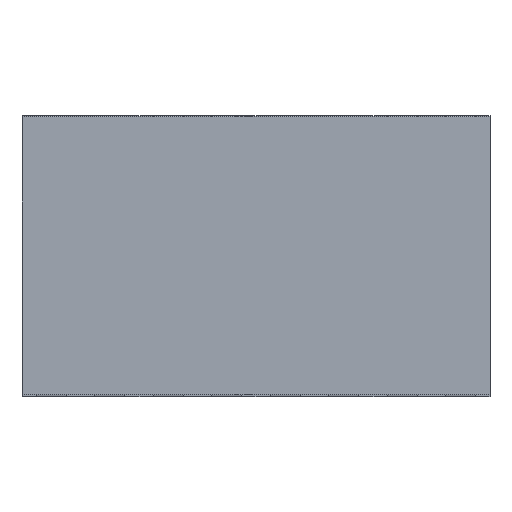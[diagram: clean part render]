
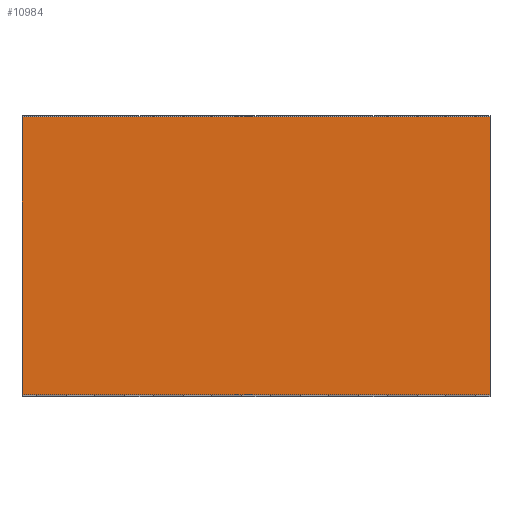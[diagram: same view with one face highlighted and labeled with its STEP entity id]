
A CAD part, top view. The second image highlights one B-rep face of the part: STEP entity #10984.
In plain terms, the highlighted face is planar.
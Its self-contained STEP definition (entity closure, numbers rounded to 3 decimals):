
#10633=DIRECTION('',(1.,0.,0.));
#10634=VECTOR('',#10633,59.4);
#10635=CARTESIAN_POINT('',(-29.7,1.5,50.));
#10636=LINE('',#10635,#10634);
#10641=DIRECTION('',(1.,0.,0.));
#10642=VECTOR('',#10641,59.4);
#10643=CARTESIAN_POINT('',(-29.7,1.5,-50.));
#10644=LINE('',#10643,#10642);
#10645=DIRECTION('',(0.,0.,1.));
#10646=VECTOR('',#10645,100.);
#10647=CARTESIAN_POINT('',(29.7,1.5,-50.));
#10648=LINE('',#10647,#10646);
#10653=DIRECTION('',(0.,0.,1.));
#10654=VECTOR('',#10653,100.);
#10655=CARTESIAN_POINT('',(-29.7,1.5,-50.));
#10656=LINE('',#10655,#10654);
#10817=CARTESIAN_POINT('',(29.7,1.5,-50.));
#10818=CARTESIAN_POINT('',(29.7,1.5,50.));
#10819=VERTEX_POINT('',#10817);
#10820=VERTEX_POINT('',#10818);
#10821=CARTESIAN_POINT('',(-29.7,1.5,-50.));
#10822=CARTESIAN_POINT('',(-29.7,1.5,50.));
#10823=VERTEX_POINT('',#10821);
#10824=VERTEX_POINT('',#10822);
#10972=CARTESIAN_POINT('',(-28.2,1.5,-50.));
#10973=DIRECTION('',(0.,1.,0.));
#10974=DIRECTION('',(-1.,0.,0.));
#10975=AXIS2_PLACEMENT_3D('',#10972,#10973,#10974);
#10976=PLANE('',#10975);
#10977=ORIENTED_EDGE('',*,*,#10954,.F.);
#10979=ORIENTED_EDGE('',*,*,#10978,.F.);
#10980=ORIENTED_EDGE('',*,*,#10858,.T.);
#10981=ORIENTED_EDGE('',*,*,#10967,.T.);
#10982=EDGE_LOOP('',(#10977,#10979,#10980,#10981));
#10983=FACE_OUTER_BOUND('',#10982,.F.);
#10858=EDGE_CURVE('',#10823,#10819,#10644,.T.);
#10954=EDGE_CURVE('',#10824,#10820,#10636,.T.);
#10967=EDGE_CURVE('',#10819,#10820,#10648,.T.);
#10978=EDGE_CURVE('',#10823,#10824,#10656,.T.);
#10984=ADVANCED_FACE('',(#10983),#10976,.T.);
